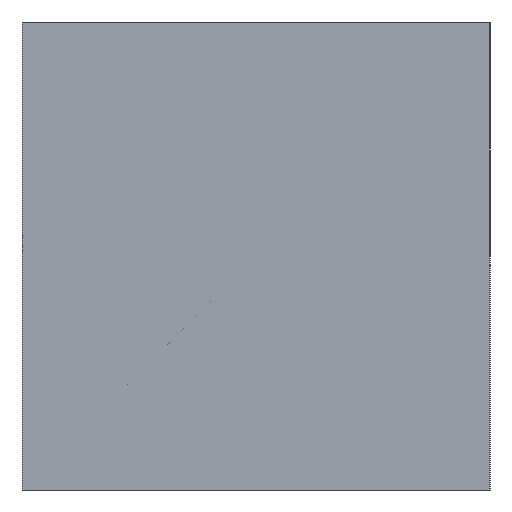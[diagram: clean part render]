
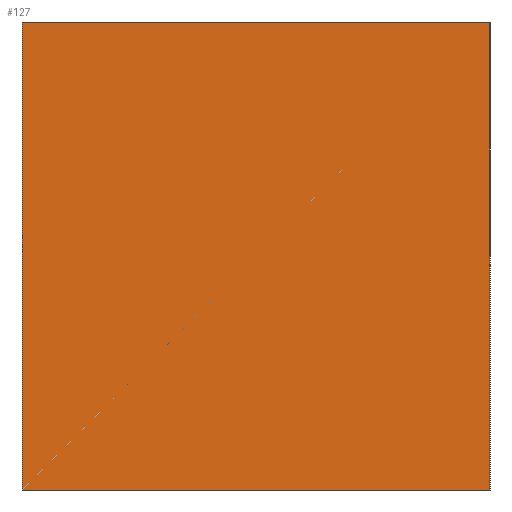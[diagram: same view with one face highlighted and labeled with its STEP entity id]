
A CAD part, left-side view. The second image highlights one B-rep face of the part: STEP entity #127.
In plain terms, the highlighted planar face has unit normal (-1, 0, 0).
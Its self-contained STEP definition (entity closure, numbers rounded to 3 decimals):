
#21=PLANE('',#152);
#28=FACE_OUTER_BOUND('',#37,.T.);
#37=EDGE_LOOP('',(#115,#116,#117,#118));
#42=LINE('',#208,#53);
#45=LINE('',#213,#56);
#47=LINE('',#217,#58);
#48=LINE('',#219,#59);
#53=VECTOR('',#173,10.);
#56=VECTOR('',#178,10.);
#58=VECTOR('',#182,10.);
#59=VECTOR('',#185,10.);
#70=VERTEX_POINT('',#205);
#71=VERTEX_POINT('',#207);
#72=VERTEX_POINT('',#211);
#73=VERTEX_POINT('',#215);
#82=EDGE_CURVE('',#71,#70,#42,.T.);
#85=EDGE_CURVE('',#72,#70,#45,.T.);
#87=EDGE_CURVE('',#72,#73,#47,.T.);
#88=EDGE_CURVE('',#73,#71,#48,.T.);
#115=ORIENTED_EDGE('',*,*,#85,.F.);
#116=ORIENTED_EDGE('',*,*,#87,.T.);
#117=ORIENTED_EDGE('',*,*,#88,.T.);
#118=ORIENTED_EDGE('',*,*,#82,.T.);
#127=ADVANCED_FACE('',(#28),#21,.F.);
#152=AXIS2_PLACEMENT_3D('',#220,#186,#187);
#173=DIRECTION('',(0.,0.,1.));
#178=DIRECTION('',(0.,-1.,0.));
#182=DIRECTION('',(0.,0.,-1.));
#185=DIRECTION('',(0.,-1.,0.));
#186=DIRECTION('center_axis',(1.,0.,0.));
#187=DIRECTION('ref_axis',(0.,0.,-1.));
#205=CARTESIAN_POINT('',(-41.,-1069.456,56.75));
#207=CARTESIAN_POINT('',(-41.,-1069.456,47.75));
#208=CARTESIAN_POINT('',(-41.,-1069.456,47.75));
#211=CARTESIAN_POINT('',(-41.,-1060.456,56.75));
#213=CARTESIAN_POINT('',(-41.,-1060.456,56.75));
#215=CARTESIAN_POINT('',(-41.,-1060.456,47.75));
#217=CARTESIAN_POINT('',(-41.,-1060.456,56.75));
#219=CARTESIAN_POINT('',(-41.,-1060.456,47.75));
#220=CARTESIAN_POINT('Origin',(-41.,-1064.956,52.25));
